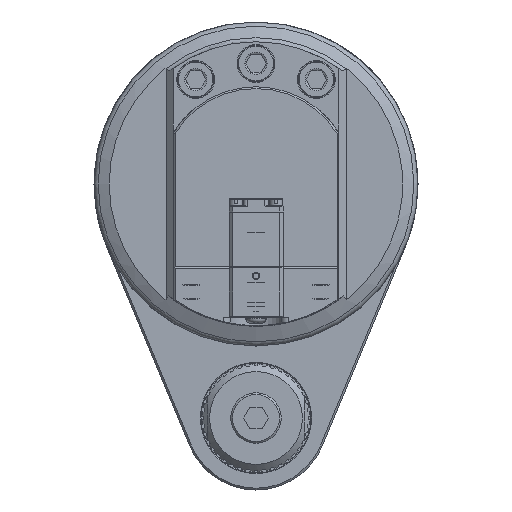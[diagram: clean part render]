
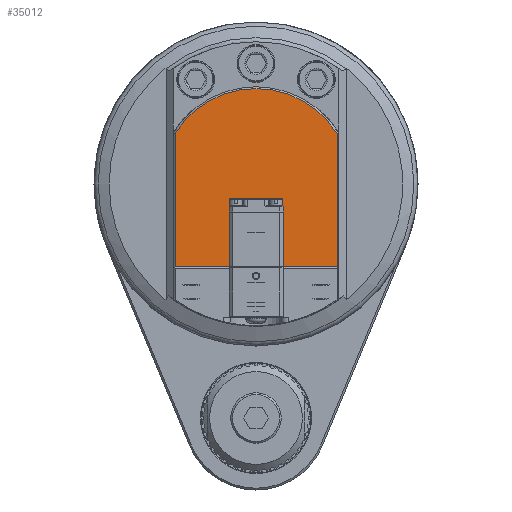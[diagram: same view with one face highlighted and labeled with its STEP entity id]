
A CAD part, front view. The second image highlights one B-rep face of the part: STEP entity #35012.
In plain terms, the highlighted face is planar.
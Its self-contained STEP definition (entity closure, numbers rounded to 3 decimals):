
#1823=LINE('',#51240,#4522);
#1827=LINE('',#51249,#4526);
#1833=LINE('',#51261,#4532);
#2661=LINE('',#60916,#5360);
#2664=LINE('',#60923,#5363);
#2671=LINE('',#60937,#5370);
#2673=LINE('',#60940,#5372);
#2674=LINE('',#60942,#5373);
#2675=LINE('',#60943,#5374);
#4522=VECTOR('',#40579,37.);
#4526=VECTOR('',#40585,15.);
#4532=VECTOR('',#40591,15.);
#5360=VECTOR('',#43799,15.);
#5363=VECTOR('',#43804,4.95);
#5370=VECTOR('',#43817,4.95);
#5372=VECTOR('',#43821,8.);
#5373=VECTOR('',#43824,37.);
#5374=VECTOR('',#43825,15.);
#8498=FACE_OUTER_BOUND('',#10686,.T.);
#10686=EDGE_LOOP('',(#26092,#26093,#26094,#26095,#26096,#26097,#26098,#26099,
#26100,#26101));
#12232=CIRCLE('',#36621,26.5);
#14064=VERTEX_POINT('',#51230);
#14065=VERTEX_POINT('',#51232);
#14067=VERTEX_POINT('',#51237);
#14071=VERTEX_POINT('',#51248);
#14076=VERTEX_POINT('',#51258);
#14077=VERTEX_POINT('',#51260);
#15073=VERTEX_POINT('',#60913);
#15076=VERTEX_POINT('',#60922);
#15079=VERTEX_POINT('',#60934);
#15080=VERTEX_POINT('',#60936);
#17555=EDGE_CURVE('',#14065,#14064,#12232,.T.);
#17559=EDGE_CURVE('',#14067,#14065,#1823,.T.);
#17563=EDGE_CURVE('',#14067,#14071,#1827,.T.);
#17569=EDGE_CURVE('',#14076,#14077,#1833,.T.);
#19136=EDGE_CURVE('',#15073,#14071,#2661,.T.);
#19139=EDGE_CURVE('',#15076,#15073,#2664,.T.);
#19146=EDGE_CURVE('',#15080,#15079,#2671,.T.);
#19148=EDGE_CURVE('',#15079,#15076,#2673,.T.);
#19149=EDGE_CURVE('',#14077,#14064,#2674,.T.);
#19150=EDGE_CURVE('',#15080,#14076,#2675,.T.);
#26092=ORIENTED_EDGE('',*,*,#19148,.T.);
#26093=ORIENTED_EDGE('',*,*,#19139,.T.);
#26094=ORIENTED_EDGE('',*,*,#19136,.T.);
#26095=ORIENTED_EDGE('',*,*,#17563,.F.);
#26096=ORIENTED_EDGE('',*,*,#17559,.T.);
#26097=ORIENTED_EDGE('',*,*,#17555,.T.);
#26098=ORIENTED_EDGE('',*,*,#19149,.F.);
#26099=ORIENTED_EDGE('',*,*,#17569,.F.);
#26100=ORIENTED_EDGE('',*,*,#19150,.F.);
#26101=ORIENTED_EDGE('',*,*,#19146,.T.);
#33677=PLANE('',#37820);
#35012=ADVANCED_FACE('',(#8498),#33677,.T.);
#36621=AXIS2_PLACEMENT_3D('',#51233,#40571,#40572);
#37820=AXIS2_PLACEMENT_3D('',#60941,#43822,#43823);
#40571=DIRECTION('center_axis',(0.,1.,0.));
#40572=DIRECTION('ref_axis',(-0.849,0.,0.528));
#40579=DIRECTION('',(0.,0.,1.));
#40585=DIRECTION('',(1.,0.,0.));
#40591=DIRECTION('',(1.,0.,0.));
#43799=DIRECTION('',(0.,0.,-1.));
#43804=DIRECTION('',(-0.707,0.,-0.707));
#43817=DIRECTION('',(-0.707,0.,0.707));
#43821=DIRECTION('',(-1.,0.,0.));
#43822=DIRECTION('center_axis',(0.,1.,0.));
#43823=DIRECTION('ref_axis',(1.,0.,0.));
#43824=DIRECTION('',(0.,0.,1.));
#43825=DIRECTION('',(0.,0.,-1.));
#51230=CARTESIAN_POINT('',(22.5,126.5,14.));
#51232=CARTESIAN_POINT('',(-22.5,126.5,14.));
#51233=CARTESIAN_POINT('Origin',(0.,126.5,0.));
#51237=CARTESIAN_POINT('',(-22.5,126.5,-23.));
#51240=CARTESIAN_POINT('',(-22.5,126.5,-23.));
#51248=CARTESIAN_POINT('',(-7.5,126.5,-23.));
#51249=CARTESIAN_POINT('',(-22.5,126.5,-23.));
#51258=CARTESIAN_POINT('',(7.5,126.5,-23.));
#51260=CARTESIAN_POINT('',(22.5,126.5,-23.));
#51261=CARTESIAN_POINT('',(7.5,126.5,-23.));
#60913=CARTESIAN_POINT('',(-7.5,126.5,-8.));
#60916=CARTESIAN_POINT('',(-7.5,126.5,-8.));
#60922=CARTESIAN_POINT('',(-4.,126.5,-4.5));
#60923=CARTESIAN_POINT('',(-4.,126.5,-4.5));
#60934=CARTESIAN_POINT('',(4.,126.5,-4.5));
#60936=CARTESIAN_POINT('',(7.5,126.5,-8.));
#60937=CARTESIAN_POINT('',(7.5,126.5,-8.));
#60940=CARTESIAN_POINT('',(4.,126.5,-4.5));
#60941=CARTESIAN_POINT('Origin',(-23.,126.5,28.));
#60942=CARTESIAN_POINT('',(22.5,126.5,-23.));
#60943=CARTESIAN_POINT('',(7.5,126.5,-8.));
